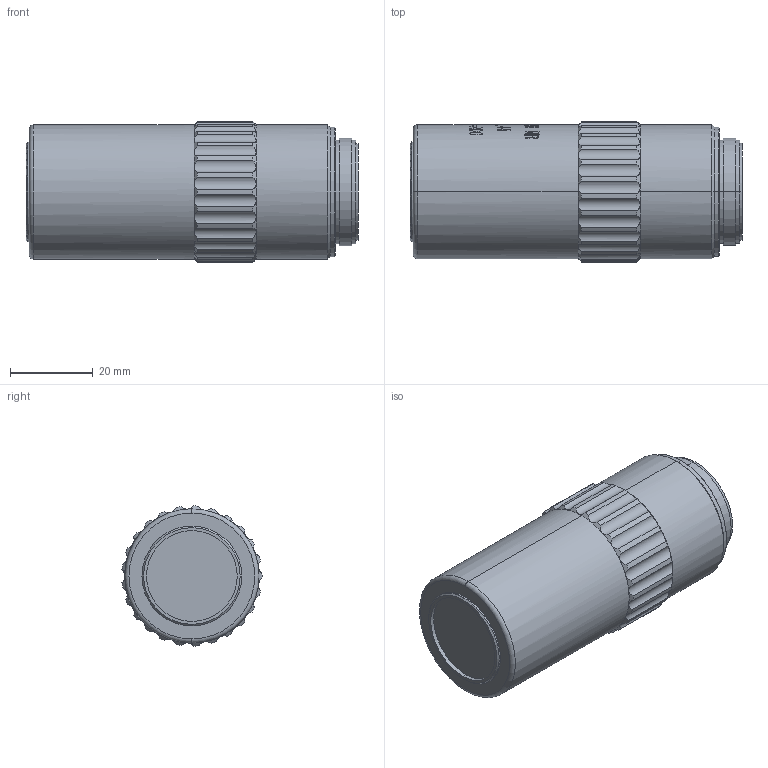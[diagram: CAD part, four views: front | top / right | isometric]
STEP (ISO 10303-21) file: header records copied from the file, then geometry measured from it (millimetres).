
FILE_DESCRIPTION (( 'STEP AP214' ), '1' );
FILE_NAME ('690021.STEP', '2022-04-02T01:27:29', ( '' ), ( '' ), 'SwSTEP 2.0', 'SolidWorks 2020', '' );
FILE_SCHEMA (( 'AUTOMOTIVE_DESIGN' ));
Length unit declared in the file: millimetre
Products named in the file (1): 690021
Bounding box: 80.45 x 33.93 x 33.99 mm (x, y, z)
Volume: 64722.1 mm3; surface area: 10169.6 mm2
Topology: 1 solids, 1 shells, 668 faces, 1792 edges, 1174 vertices
Faces by surface type: bspline 437, cylinder 117, cone 58, plane 54, torus 2
Entity records: 56510 total; most frequent: CARTESIAN_POINT 43820, ORIENTED_EDGE 3584, EDGE_CURVE 1792, B_SPLINE_CURVE_WITH_KNOTS 1459, VERTEX_POINT 1174, DIRECTION 977, EDGE_LOOP 716, FACE_OUTER_BOUND 668
